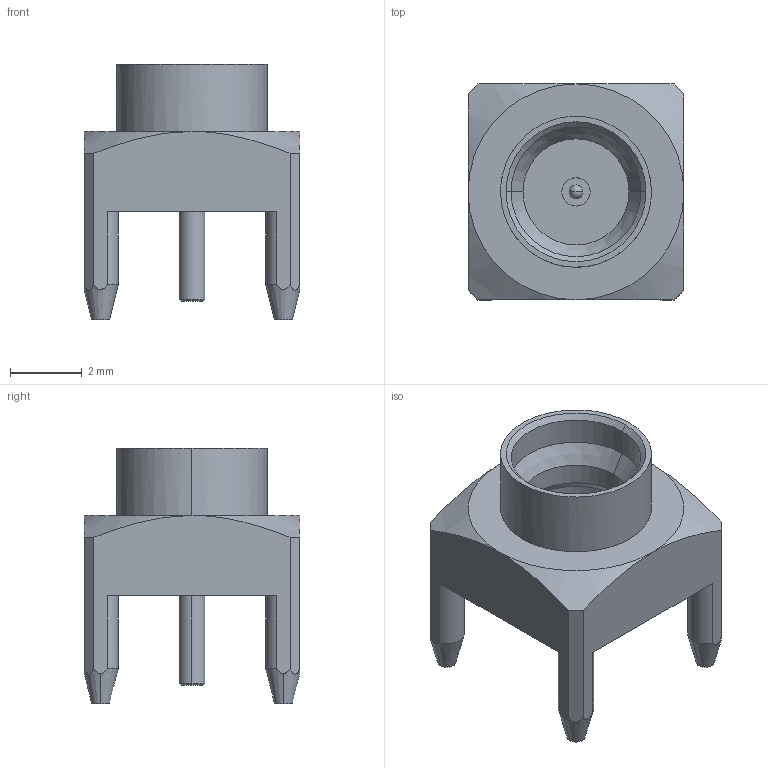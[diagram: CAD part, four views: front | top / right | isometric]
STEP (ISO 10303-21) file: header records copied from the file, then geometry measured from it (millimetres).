
FILE_DESCRIPTION (( 'STEP AP214' ), '1' );
FILE_NAME ('SC5191_3D.step', '2023-11-09T17:38:10', ( '' ), ( '' ), 'SwSTEP 2.0', 'SolidWorks 2022', '' );
FILE_SCHEMA (( 'AUTOMOTIVE_DESIGN' ));
Length unit declared in the file: millimetre
Products named in the file (1): SC5191_3D
Bounding box: 6 x 6 x 7.1 mm (x, y, z)
Volume: 87.3 mm3; surface area: 212.9 mm2
Topology: 1 solids, 1 shells, 66 faces, 156 edges, 97 vertices
Faces by surface type: cylinder 24, cone 20, plane 20, sphere 2
Entity records: 2094 total; most frequent: CARTESIAN_POINT 520, DIRECTION 322, ORIENTED_EDGE 304, EDGE_CURVE 152, AXIS2_PLACEMENT_3D 133, VERTEX_POINT 95, EDGE_LOOP 73, ADVANCED_FACE 66
